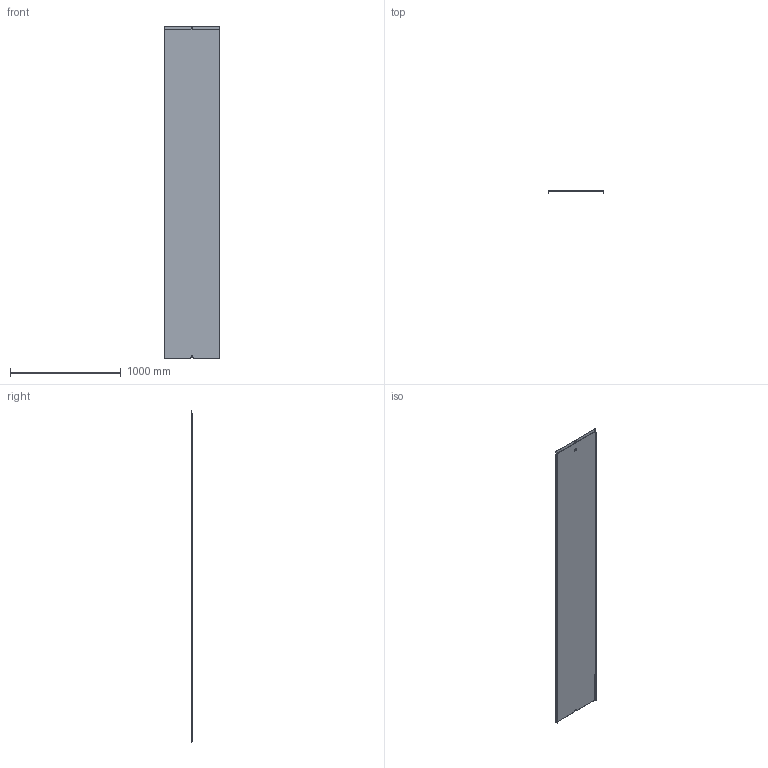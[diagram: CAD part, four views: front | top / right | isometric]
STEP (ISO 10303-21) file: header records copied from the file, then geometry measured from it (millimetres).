
FILE_DESCRIPTION (( 'STEP AP214' ), '1' );
FILE_NAME ('CLM53D-KL-500-100-3_Êðûøêà íà ëîòîê îñí. 500ìì.STEP', '2020-07-11T11:39:25', ( 'Igoran' ), ( '' ), 'SwSTEP 2.0', 'SolidWorks 2017', '' );
FILE_SCHEMA (( 'AUTOMOTIVE_DESIGN' ));
Length unit declared in the file: millimetre
Products named in the file (1): CLM53D-KL-500-100-3_Êðûøêà íà ëîòîê îñí. 500ìì
Bounding box: 505 x 17.94 x 3000 mm (x, y, z)
Volume: 1602669.2 mm3; surface area: 3212532.5 mm2
Topology: 1 solids, 1 shells, 189 faces, 453 edges, 275 vertices
Faces by surface type: plane 99, cylinder 37, bspline 23, torus 22, cone 8
Entity records: 8353 total; most frequent: CARTESIAN_POINT 4035, ORIENTED_EDGE 904, DIRECTION 862, EDGE_CURVE 452, AXIS2_PLACEMENT_3D 293, LINE 276, VECTOR 276, VERTEX_POINT 275
